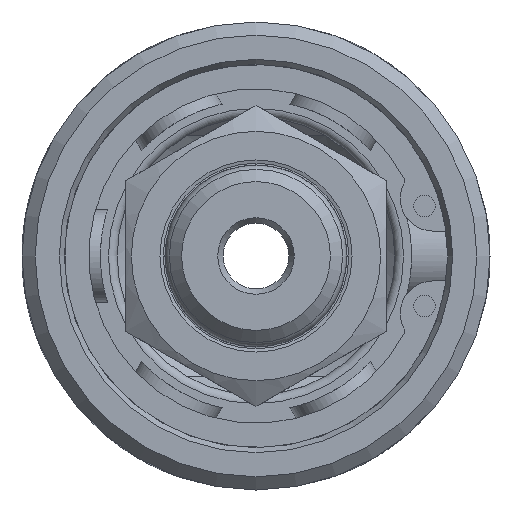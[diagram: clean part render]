
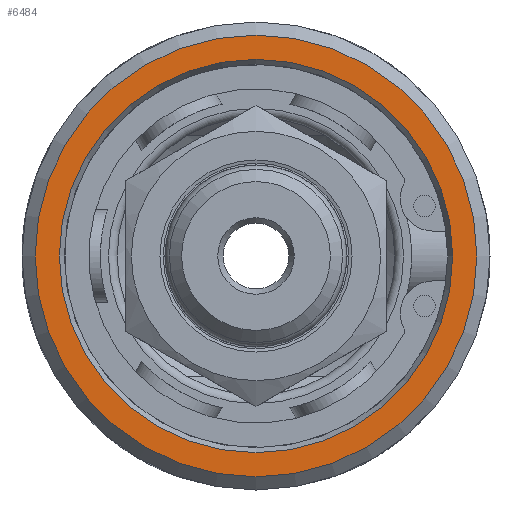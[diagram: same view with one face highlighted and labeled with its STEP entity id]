
A CAD part, left-side view. The second image highlights one B-rep face of the part: STEP entity #6484.
In plain terms, the highlighted planar face has unit normal (-1, 0, 0).
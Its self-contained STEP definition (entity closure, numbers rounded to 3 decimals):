
#1407=FACE_BOUND('',#1953,.T.);
#1456=PLANE('',#6901);
#1574=FACE_OUTER_BOUND('',#1952,.T.);
#1952=EDGE_LOOP('',(#4388));
#1953=EDGE_LOOP('',(#4389,#4390));
#2385=CIRCLE('',#6902,20.2);
#2386=CIRCLE('',#6903,17.987);
#2387=CIRCLE('',#6904,17.987);
#2662=VERTEX_POINT('',#9243);
#2663=VERTEX_POINT('',#9245);
#2664=VERTEX_POINT('',#9246);
#3359=EDGE_CURVE('',#2662,#2662,#2385,.T.);
#3360=EDGE_CURVE('',#2663,#2664,#2386,.T.);
#3361=EDGE_CURVE('',#2664,#2663,#2387,.T.);
#4388=ORIENTED_EDGE('',*,*,#3359,.F.);
#4389=ORIENTED_EDGE('',*,*,#3360,.T.);
#4390=ORIENTED_EDGE('',*,*,#3361,.T.);
#6484=ADVANCED_FACE('',(#1574,#1407),#1456,.T.);
#6901=AXIS2_PLACEMENT_3D('',#9242,#7437,#7438);
#6902=AXIS2_PLACEMENT_3D('',#9244,#7439,#7440);
#6903=AXIS2_PLACEMENT_3D('',#9247,#7441,#7442);
#6904=AXIS2_PLACEMENT_3D('',#9248,#7443,#7444);
#7437=DIRECTION('center_axis',(-1.,0.,0.));
#7438=DIRECTION('ref_axis',(0.,0.,1.));
#7439=DIRECTION('center_axis',(1.,0.,0.));
#7440=DIRECTION('ref_axis',(0.,-1.,0.));
#7441=DIRECTION('center_axis',(1.,0.,0.));
#7442=DIRECTION('ref_axis',(0.,1.,0.));
#7443=DIRECTION('center_axis',(1.,0.,0.));
#7444=DIRECTION('ref_axis',(0.,1.,0.));
#9242=CARTESIAN_POINT('Origin',(0.,10.7,0.));
#9243=CARTESIAN_POINT('',(0.,20.2,0.));
#9244=CARTESIAN_POINT('Origin',(0.,0.,0.));
#9245=CARTESIAN_POINT('',(0.,17.987,0.));
#9246=CARTESIAN_POINT('',(0.,-17.987,0.));
#9247=CARTESIAN_POINT('Origin',(0.,0.,0.));
#9248=CARTESIAN_POINT('Origin',(0.,0.,0.));
